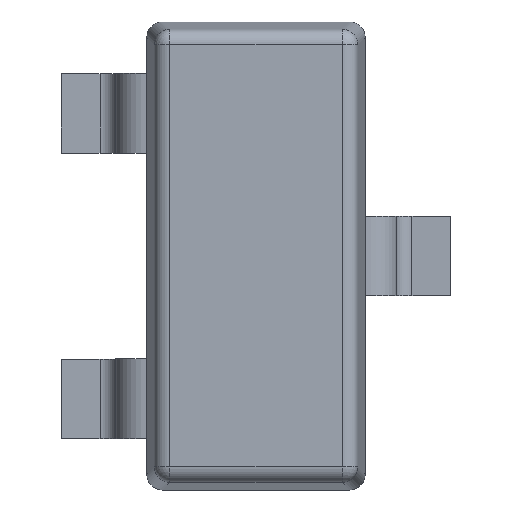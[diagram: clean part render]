
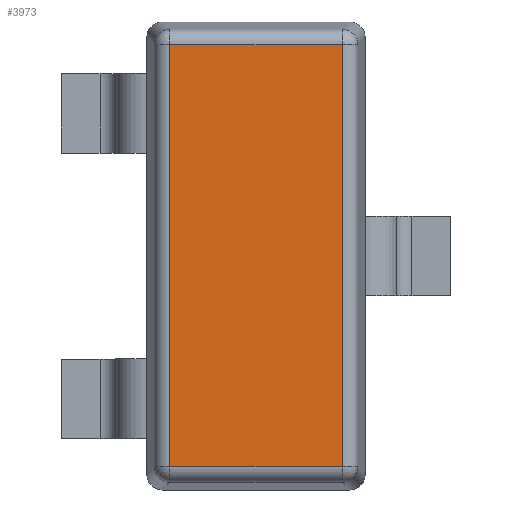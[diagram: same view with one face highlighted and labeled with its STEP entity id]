
A CAD part, top view. The second image highlights one B-rep face of the part: STEP entity #3973.
In plain terms, the highlighted planar face has unit normal (0, 0, 1).
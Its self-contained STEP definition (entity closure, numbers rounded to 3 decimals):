
#3182 = CYLINDRICAL_SURFACE('',#3183,0.1);
#3183 = AXIS2_PLACEMENT_3D('',#3184,#3185,#3186);
#3184 = CARTESIAN_POINT('',(0.147,0.057,1.1));
#3185 = DIRECTION('',(0.,1.,0.));
#3186 = DIRECTION('',(-0.995,0.,0.105));
#3303 = CYLINDRICAL_SURFACE('',#3304,0.1);
#3304 = AXIS2_PLACEMENT_3D('',#3305,#3306,#3307);
#3305 = CARTESIAN_POINT('',(0.057,0.147,1.1));
#3306 = DIRECTION('',(1.,0.,0.));
#3307 = DIRECTION('',(0.,-0.995,0.105));
#3424 = CYLINDRICAL_SURFACE('',#3425,0.1);
#3425 = AXIS2_PLACEMENT_3D('',#3426,#3427,#3428);
#3426 = CARTESIAN_POINT('',(0.057,2.853,1.1));
#3427 = DIRECTION('',(1.,0.,0.));
#3428 = DIRECTION('',(0.,0.995,0.105));
#3500 = CYLINDRICAL_SURFACE('',#3501,0.1);
#3501 = AXIS2_PLACEMENT_3D('',#3502,#3503,#3504);
#3502 = CARTESIAN_POINT('',(1.253,0.057,1.1));
#3503 = DIRECTION('',(0.,1.,0.));
#3504 = DIRECTION('',(0.995,0.,0.105));
#3608 = VERTEX_POINT('',#3609);
#3609 = CARTESIAN_POINT('',(0.147,0.147,1.2));
#3637 = EDGE_CURVE('',#3608,#3638,#3640,.T.);
#3638 = VERTEX_POINT('',#3639);
#3639 = CARTESIAN_POINT('',(0.147,2.853,1.2));
#3640 = SURFACE_CURVE('',#3641,(#3645,#3652),.PCURVE_S1.);
#3641 = LINE('',#3642,#3643);
#3642 = CARTESIAN_POINT('',(0.147,0.057,1.2));
#3643 = VECTOR('',#3644,1.);
#3644 = DIRECTION('',(0.,1.,0.));
#3645 = PCURVE('',#3182,#3646);
#3646 = DEFINITIONAL_REPRESENTATION('',(#3647),#3651);
#3647 = LINE('',#3648,#3649);
#3648 = CARTESIAN_POINT('',(1.466,0.));
#3649 = VECTOR('',#3650,1.);
#3650 = DIRECTION('',(0.,1.));
#3651 = ( GEOMETRIC_REPRESENTATION_CONTEXT(2) 
PARAMETRIC_REPRESENTATION_CONTEXT() REPRESENTATION_CONTEXT('2D SPACE',''
  ) );
#3652 = PCURVE('',#3653,#3658);
#3653 = PLANE('',#3654);
#3654 = AXIS2_PLACEMENT_3D('',#3655,#3656,#3657);
#3655 = CARTESIAN_POINT('',(0.,0.,1.2));
#3656 = DIRECTION('',(0.,0.,1.));
#3657 = DIRECTION('',(1.,0.,0.));
#3658 = DEFINITIONAL_REPRESENTATION('',(#3659),#3663);
#3659 = LINE('',#3660,#3661);
#3660 = CARTESIAN_POINT('',(0.147,0.057));
#3661 = VECTOR('',#3662,1.);
#3662 = DIRECTION('',(0.,1.));
#3663 = ( GEOMETRIC_REPRESENTATION_CONTEXT(2) 
PARAMETRIC_REPRESENTATION_CONTEXT() REPRESENTATION_CONTEXT('2D SPACE',''
  ) );
#3739 = EDGE_CURVE('',#3608,#3740,#3742,.T.);
#3740 = VERTEX_POINT('',#3741);
#3741 = CARTESIAN_POINT('',(1.253,0.147,1.2));
#3742 = SURFACE_CURVE('',#3743,(#3747,#3754),.PCURVE_S1.);
#3743 = LINE('',#3744,#3745);
#3744 = CARTESIAN_POINT('',(0.057,0.147,1.2));
#3745 = VECTOR('',#3746,1.);
#3746 = DIRECTION('',(1.,0.,0.));
#3747 = PCURVE('',#3303,#3748);
#3748 = DEFINITIONAL_REPRESENTATION('',(#3749),#3753);
#3749 = LINE('',#3750,#3751);
#3750 = CARTESIAN_POINT('',(-1.466,0.));
#3751 = VECTOR('',#3752,1.);
#3752 = DIRECTION('',(0.,1.));
#3753 = ( GEOMETRIC_REPRESENTATION_CONTEXT(2) 
PARAMETRIC_REPRESENTATION_CONTEXT() REPRESENTATION_CONTEXT('2D SPACE',''
  ) );
#3754 = PCURVE('',#3653,#3755);
#3755 = DEFINITIONAL_REPRESENTATION('',(#3756),#3760);
#3756 = LINE('',#3757,#3758);
#3757 = CARTESIAN_POINT('',(0.057,0.147));
#3758 = VECTOR('',#3759,1.);
#3759 = DIRECTION('',(1.,0.));
#3760 = ( GEOMETRIC_REPRESENTATION_CONTEXT(2) 
PARAMETRIC_REPRESENTATION_CONTEXT() REPRESENTATION_CONTEXT('2D SPACE',''
  ) );
#3845 = EDGE_CURVE('',#3638,#3846,#3848,.T.);
#3846 = VERTEX_POINT('',#3847);
#3847 = CARTESIAN_POINT('',(1.253,2.853,1.2));
#3848 = SURFACE_CURVE('',#3849,(#3853,#3860),.PCURVE_S1.);
#3849 = LINE('',#3850,#3851);
#3850 = CARTESIAN_POINT('',(0.057,2.853,1.2));
#3851 = VECTOR('',#3852,1.);
#3852 = DIRECTION('',(1.,0.,0.));
#3853 = PCURVE('',#3424,#3854);
#3854 = DEFINITIONAL_REPRESENTATION('',(#3855),#3859);
#3855 = LINE('',#3856,#3857);
#3856 = CARTESIAN_POINT('',(1.466,0.));
#3857 = VECTOR('',#3858,1.);
#3858 = DIRECTION('',(0.,1.));
#3859 = ( GEOMETRIC_REPRESENTATION_CONTEXT(2) 
PARAMETRIC_REPRESENTATION_CONTEXT() REPRESENTATION_CONTEXT('2D SPACE',''
  ) );
#3860 = PCURVE('',#3653,#3861);
#3861 = DEFINITIONAL_REPRESENTATION('',(#3862),#3866);
#3862 = LINE('',#3863,#3864);
#3863 = CARTESIAN_POINT('',(0.057,2.853));
#3864 = VECTOR('',#3865,1.);
#3865 = DIRECTION('',(1.,0.));
#3866 = ( GEOMETRIC_REPRESENTATION_CONTEXT(2) 
PARAMETRIC_REPRESENTATION_CONTEXT() REPRESENTATION_CONTEXT('2D SPACE',''
  ) );
#3921 = EDGE_CURVE('',#3740,#3846,#3922,.T.);
#3922 = SURFACE_CURVE('',#3923,(#3927,#3934),.PCURVE_S1.);
#3923 = LINE('',#3924,#3925);
#3924 = CARTESIAN_POINT('',(1.253,0.057,1.2));
#3925 = VECTOR('',#3926,1.);
#3926 = DIRECTION('',(0.,1.,0.));
#3927 = PCURVE('',#3500,#3928);
#3928 = DEFINITIONAL_REPRESENTATION('',(#3929),#3933);
#3929 = LINE('',#3930,#3931);
#3930 = CARTESIAN_POINT('',(-1.466,0.));
#3931 = VECTOR('',#3932,1.);
#3932 = DIRECTION('',(0.,1.));
#3933 = ( GEOMETRIC_REPRESENTATION_CONTEXT(2) 
PARAMETRIC_REPRESENTATION_CONTEXT() REPRESENTATION_CONTEXT('2D SPACE',''
  ) );
#3934 = PCURVE('',#3653,#3935);
#3935 = DEFINITIONAL_REPRESENTATION('',(#3936),#3940);
#3936 = LINE('',#3937,#3938);
#3937 = CARTESIAN_POINT('',(1.253,0.057));
#3938 = VECTOR('',#3939,1.);
#3939 = DIRECTION('',(0.,1.));
#3940 = ( GEOMETRIC_REPRESENTATION_CONTEXT(2) 
PARAMETRIC_REPRESENTATION_CONTEXT() REPRESENTATION_CONTEXT('2D SPACE',''
  ) );
#3973 = ADVANCED_FACE('',(#3974),#3653,.T.);
#3974 = FACE_BOUND('',#3975,.T.);
#3975 = EDGE_LOOP('',(#3976,#3977,#3978,#3979));
#3976 = ORIENTED_EDGE('',*,*,#3637,.F.);
#3977 = ORIENTED_EDGE('',*,*,#3739,.T.);
#3978 = ORIENTED_EDGE('',*,*,#3921,.T.);
#3979 = ORIENTED_EDGE('',*,*,#3845,.F.);
